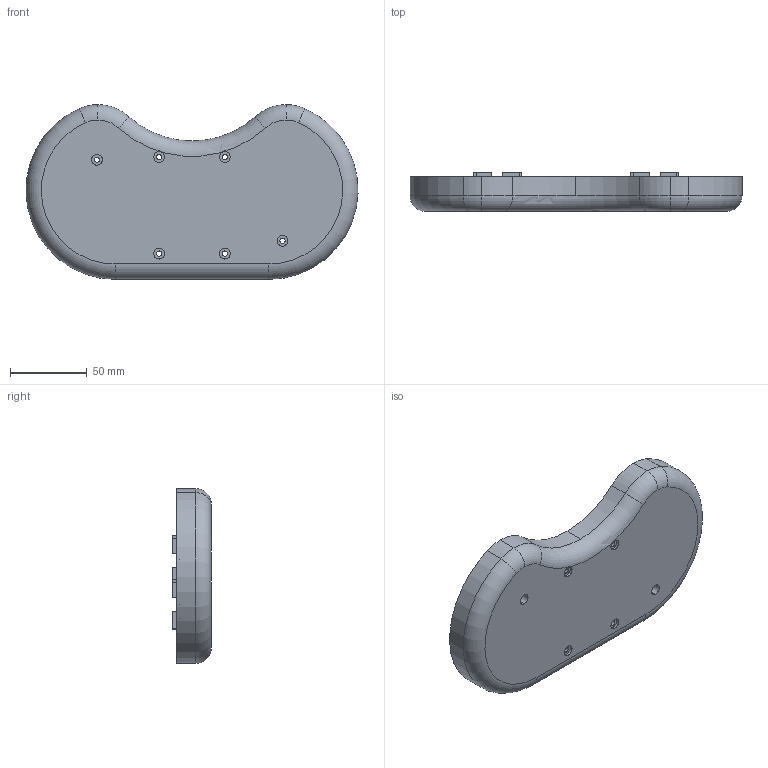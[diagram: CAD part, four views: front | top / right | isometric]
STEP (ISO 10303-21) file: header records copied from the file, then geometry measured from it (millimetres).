
FILE_DESCRIPTION (( 'STEP AP203' ), '1' );
FILE_NAME ('joystick_v1_bottom.STEP', '2025-10-22T17:46:32', ( '' ), ( '' ), 'SwSTEP 2.0', 'SolidWorks 2023', '' );
FILE_SCHEMA (( 'CONFIG_CONTROL_DESIGN' ));
Length unit declared in the file: millimetre
Products named in the file (1): joystick_v1_bottom
Bounding box: 215.93 x 25.2 x 113.65 mm (x, y, z)
Volume: 71282.5 mm3; surface area: 70030.2 mm2
Topology: 1 solids, 1 shells, 277 faces, 674 edges, 405 vertices
Faces by surface type: cylinder 123, plane 90, torus 34, cone 12, bspline 12, sphere 6
Entity records: 8811 total; most frequent: CARTESIAN_POINT 2329, DIRECTION 1370, ORIENTED_EDGE 1340, EDGE_CURVE 670, AXIS2_PLACEMENT_3D 524, VERTEX_POINT 405, LINE 322, VECTOR 322
